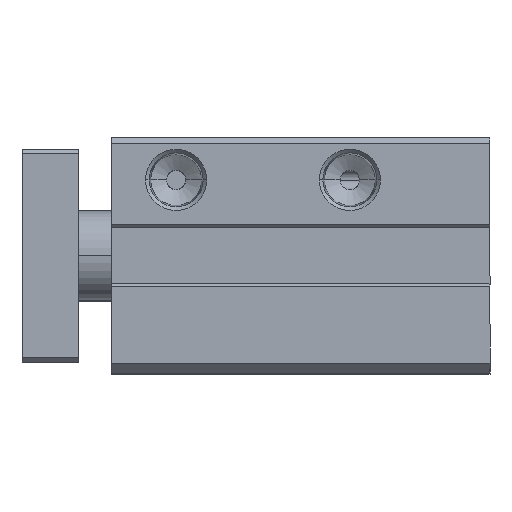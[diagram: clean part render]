
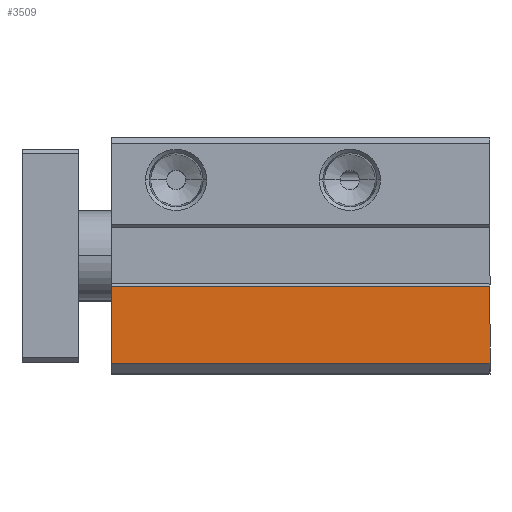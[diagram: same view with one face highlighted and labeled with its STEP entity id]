
A CAD part, top view. The second image highlights one B-rep face of the part: STEP entity #3509.
In plain terms, the highlighted planar face has unit normal (0, 0, 1).
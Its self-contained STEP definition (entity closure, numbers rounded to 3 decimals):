
#280 = CARTESIAN_POINT ( 'NONE',  ( 0., -5.5, 46.5 ) ) ;
#481 = LINE ( 'NONE', #1540, #5074 ) ;
#535 = EDGE_CURVE ( 'NONE', #4591, #5456, #4078, .T. ) ;
#860 = LINE ( 'NONE', #12926, #6568 ) ;
#1228 = EDGE_CURVE ( 'NONE', #4591, #8972, #860, .T. ) ;
#1540 = CARTESIAN_POINT ( 'NONE',  ( 0., -5.5, 46.5 ) ) ;
#1835 = PLANE ( 'NONE',  #11731 ) ;
#2155 = ORIENTED_EDGE ( 'NONE', *, *, #535, .T. ) ;
#2195 = ORIENTED_EDGE ( 'NONE', *, *, #1228, .F. ) ;
#3231 = CARTESIAN_POINT ( 'NONE',  ( 67.5, -19.2, 46.5 ) ) ;
#3509 = ADVANCED_FACE ( 'NONE', ( #6000 ), #1835, .T. ) ;
#3810 = LINE ( 'NONE', #11049, #7379 ) ;
#4078 = LINE ( 'NONE', #3231, #9068 ) ;
#4591 = VERTEX_POINT ( 'NONE', #12556 ) ;
#4975 = EDGE_CURVE ( 'NONE', #5456, #6512, #481, .T. ) ;
#5074 = VECTOR ( 'NONE', #8343, 1000. ) ;
#5456 = VERTEX_POINT ( 'NONE', #7334 ) ;
#5861 = DIRECTION ( 'NONE',  ( 0., -1., 0. ) ) ;
#5867 = CARTESIAN_POINT ( 'NONE',  ( 0., -19.2, 46.5 ) ) ;
#6000 = FACE_OUTER_BOUND ( 'NONE', #10875, .T. ) ;
#6512 = VERTEX_POINT ( 'NONE', #280 ) ;
#6568 = VECTOR ( 'NONE', #6814, 1000. ) ;
#6814 = DIRECTION ( 'NONE',  ( -1., 0., 0. ) ) ;
#7334 = CARTESIAN_POINT ( 'NONE',  ( 67.5, -5.5, 46.5 ) ) ;
#7379 = VECTOR ( 'NONE', #5861, 1000. ) ;
#8204 = ORIENTED_EDGE ( 'NONE', *, *, #4975, .T. ) ;
#8343 = DIRECTION ( 'NONE',  ( -1., 0., 0. ) ) ;
#8365 = CARTESIAN_POINT ( 'NONE',  ( 0., -19.2, 46.5 ) ) ;
#8899 = EDGE_CURVE ( 'NONE', #6512, #8972, #3810, .T. ) ;
#8972 = VERTEX_POINT ( 'NONE', #8365 ) ;
#9068 = VECTOR ( 'NONE', #11252, 1000. ) ;
#9874 = DIRECTION ( 'NONE',  ( 0., 0., 1. ) ) ;
#10737 = ORIENTED_EDGE ( 'NONE', *, *, #8899, .T. ) ;
#10875 = EDGE_LOOP ( 'NONE', ( #10737, #2195, #2155, #8204 ) ) ;
#11049 = CARTESIAN_POINT ( 'NONE',  ( 0., -19.2, 46.5 ) ) ;
#11252 = DIRECTION ( 'NONE',  ( 0., 1., 0. ) ) ;
#11731 = AXIS2_PLACEMENT_3D ( 'NONE', #5867, #9874, #12035 ) ;
#12035 = DIRECTION ( 'NONE',  ( 1., 0., 0. ) ) ;
#12556 = CARTESIAN_POINT ( 'NONE',  ( 67.5, -19.2, 46.5 ) ) ;
#12926 = CARTESIAN_POINT ( 'NONE',  ( 0., -19.2, 46.5 ) ) ;
